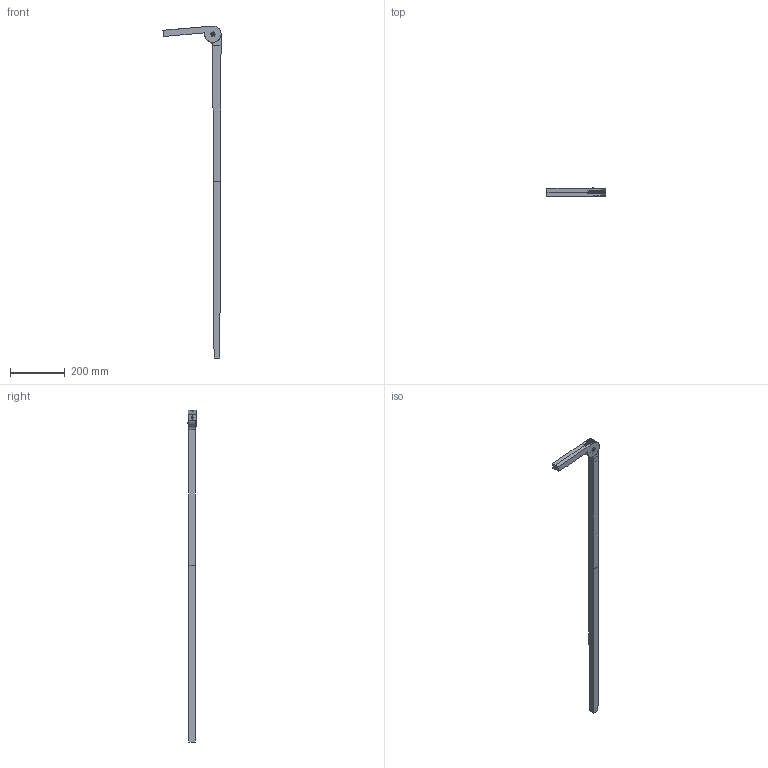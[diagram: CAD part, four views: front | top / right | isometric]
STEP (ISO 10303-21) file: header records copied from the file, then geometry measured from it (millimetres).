
FILE_DESCRIPTION(('FreeCAD Model'),'2;1');
FILE_NAME('Open CASCADE Shape Model','2025-04-29T19:32:24',('FreeCAD'),( 'FreeCAD'),'Open CASCADE STEP processor 7.6','FreeCAD','Unknown');
FILE_SCHEMA(('AUTOMOTIVE_DESIGN { 1 0 10303 214 1 1 1 1 }'));
Products named in the file (1): Open CASCADE STEP translator 7.6 1
Bounding box: 211.79 x 31.37 x 1211.2 mm (x, y, z)
Volume: 888312 mm3; surface area: 203528.9 mm2
Topology: 20 solids, 20 shells, 425 faces, 973 edges, 596 vertices
Faces by surface type: bspline 425
Entity records: 53295 total; most frequent: CARTESIAN_POINT 47617, ORIENTED_EDGE 1898, EDGE_CURVE 949, VERTEX_POINT 596, B_SPLINE_CURVE_WITH_KNOTS 578, FACE_BOUND 489, EDGE_LOOP 489, ADVANCED_FACE 425
